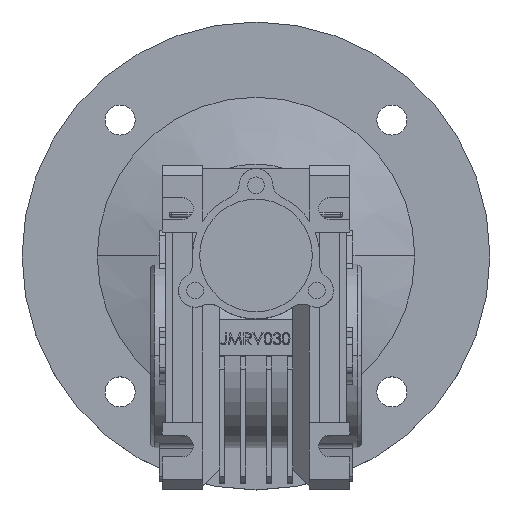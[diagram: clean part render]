
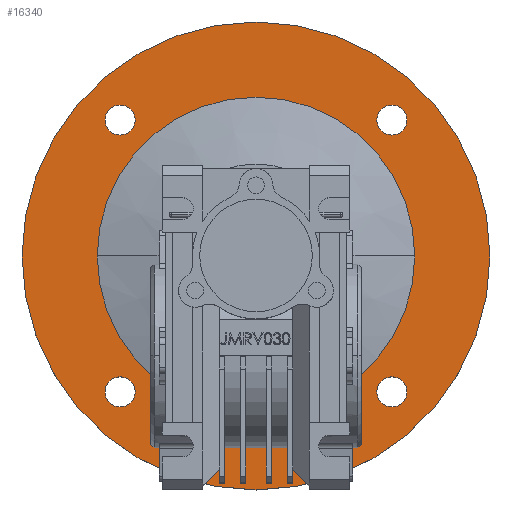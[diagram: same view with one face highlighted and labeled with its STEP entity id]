
A CAD part, top view. The second image highlights one B-rep face of the part: STEP entity #16340.
In plain terms, the highlighted planar face has unit normal (0, 0, 1).
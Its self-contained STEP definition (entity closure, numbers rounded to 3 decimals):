
#144 = CIRCLE ( 'NONE', #2237, 4.5 ) ;
#344 = CIRCLE ( 'NONE', #2959, 4.5 ) ;
#932 = CARTESIAN_POINT ( 'NONE',  ( 40.659, 70.659, -46. ) ) ;
#945 = CARTESIAN_POINT ( 'NONE',  ( -36.159, -10.659, -46. ) ) ;
#1040 = VERTEX_POINT ( 'NONE', #5338 ) ;
#1447 = DIRECTION ( 'NONE',  ( 0., 0., -1. ) ) ;
#2164 = ORIENTED_EDGE ( 'NONE', *, *, #2965, .T. ) ;
#2237 = AXIS2_PLACEMENT_3D ( 'NONE', #9178, #29170, #27203 ) ;
#2314 = EDGE_CURVE ( 'NONE', #17885, #16344, #21014, .T. ) ;
#2336 = EDGE_LOOP ( 'NONE', ( #26874, #8774 ) ) ;
#2394 = ORIENTED_EDGE ( 'NONE', *, *, #5495, .T. ) ;
#2611 = AXIS2_PLACEMENT_3D ( 'NONE', #932, #7975, #8456 ) ;
#2959 = AXIS2_PLACEMENT_3D ( 'NONE', #5303, #22674, #19735 ) ;
#2965 = EDGE_CURVE ( 'NONE', #23143, #1040, #5393, .T. ) ;
#3011 = EDGE_CURVE ( 'NONE', #12170, #30570, #14252, .T. ) ;
#3193 = DIRECTION ( 'NONE',  ( 1., 0., 0. ) ) ;
#3220 = FACE_BOUND ( 'NONE', #21209, .T. ) ;
#3792 = CIRCLE ( 'NONE', #7982, 4.5 ) ;
#3863 = FACE_BOUND ( 'NONE', #2336, .T. ) ;
#4028 = DIRECTION ( 'NONE',  ( 1., 0., 0. ) ) ;
#4063 = DIRECTION ( 'NONE',  ( -1., 0., 0. ) ) ;
#4354 = VERTEX_POINT ( 'NONE', #5951 ) ;
#4802 = VERTEX_POINT ( 'NONE', #27010 ) ;
#5241 = CARTESIAN_POINT ( 'NONE',  ( -36.159, 70.659, -46. ) ) ;
#5303 = CARTESIAN_POINT ( 'NONE',  ( 40.659, 70.659, -46. ) ) ;
#5338 = CARTESIAN_POINT ( 'NONE',  ( 36.159, -10.659, -46. ) ) ;
#5393 = CIRCLE ( 'NONE', #24215, 4.5 ) ;
#5495 = EDGE_CURVE ( 'NONE', #1040, #23143, #144, .T. ) ;
#5740 = CARTESIAN_POINT ( 'NONE',  ( 0., 30., -46. ) ) ;
#5951 = CARTESIAN_POINT ( 'NONE',  ( 70., 30., -46. ) ) ;
#6094 = DIRECTION ( 'NONE',  ( 0., 0., -1. ) ) ;
#6470 = VERTEX_POINT ( 'NONE', #21042 ) ;
#7235 = CIRCLE ( 'NONE', #23962, 47.5 ) ;
#7266 = EDGE_LOOP ( 'NONE', ( #11331, #11046 ) ) ;
#7317 = ORIENTED_EDGE ( 'NONE', *, *, #23000, .F. ) ;
#7626 = CARTESIAN_POINT ( 'NONE',  ( 0., 30., -46. ) ) ;
#7975 = DIRECTION ( 'NONE',  ( 0., 0., -1. ) ) ;
#7982 = AXIS2_PLACEMENT_3D ( 'NONE', #29623, #6094, #23614 ) ;
#8152 = CIRCLE ( 'NONE', #22799, 70. ) ;
#8202 = VERTEX_POINT ( 'NONE', #5241 ) ;
#8456 = DIRECTION ( 'NONE',  ( 0., 1., 0. ) ) ;
#8517 = EDGE_CURVE ( 'NONE', #14416, #8202, #22159, .T. ) ;
#8774 = ORIENTED_EDGE ( 'NONE', *, *, #31945, .T. ) ;
#9035 = VERTEX_POINT ( 'NONE', #11002 ) ;
#9178 = CARTESIAN_POINT ( 'NONE',  ( 40.659, -10.659, -46. ) ) ;
#9267 = DIRECTION ( 'NONE',  ( 0., 0., 1. ) ) ;
#9431 = ORIENTED_EDGE ( 'NONE', *, *, #18310, .F. ) ;
#10997 = CIRCLE ( 'NONE', #2611, 4.5 ) ;
#11002 = CARTESIAN_POINT ( 'NONE',  ( 45.159, 70.659, -46. ) ) ;
#11046 = ORIENTED_EDGE ( 'NONE', *, *, #12872, .T. ) ;
#11164 = ORIENTED_EDGE ( 'NONE', *, *, #25945, .T. ) ;
#11184 = DIRECTION ( 'NONE',  ( 0., 0., -1. ) ) ;
#11331 = ORIENTED_EDGE ( 'NONE', *, *, #28115, .T. ) ;
#11347 = ORIENTED_EDGE ( 'NONE', *, *, #2314, .T. ) ;
#12170 = VERTEX_POINT ( 'NONE', #945 ) ;
#12213 = DIRECTION ( 'NONE',  ( 0., 0., -1. ) ) ;
#12322 = ORIENTED_EDGE ( 'NONE', *, *, #17118, .T. ) ;
#12872 = EDGE_CURVE ( 'NONE', #9035, #4802, #344, .T. ) ;
#13168 = EDGE_LOOP ( 'NONE', ( #12322, #28066 ) ) ;
#13506 = CARTESIAN_POINT ( 'NONE',  ( 45.159, -10.659, -46. ) ) ;
#13599 = DIRECTION ( 'NONE',  ( -1., 0., 0. ) ) ;
#13758 = DIRECTION ( 'NONE',  ( 0., 0., -1. ) ) ;
#14252 = CIRCLE ( 'NONE', #26323, 4.5 ) ;
#14416 = VERTEX_POINT ( 'NONE', #25589 ) ;
#15230 = DIRECTION ( 'NONE',  ( -1., 0., 0. ) ) ;
#15892 = DIRECTION ( 'NONE',  ( 0., 0., -1. ) ) ;
#16292 = DIRECTION ( 'NONE',  ( 0., -1., 0. ) ) ;
#16340 = ADVANCED_FACE ( 'NONE', ( #25677, #3220, #23209, #3863, #31554, #31393 ), #16968, .T. ) ;
#16344 = VERTEX_POINT ( 'NONE', #26321 ) ;
#16520 = CARTESIAN_POINT ( 'NONE',  ( -40.659, 70.659, -46. ) ) ;
#16692 = DIRECTION ( 'NONE',  ( -1., 0., 0. ) ) ;
#16968 = PLANE ( 'NONE',  #19452 ) ;
#17118 = EDGE_CURVE ( 'NONE', #30570, #12170, #3792, .T. ) ;
#17885 = VERTEX_POINT ( 'NONE', #22665 ) ;
#18310 = EDGE_CURVE ( 'NONE', #6470, #4354, #25673, .T. ) ;
#18383 = AXIS2_PLACEMENT_3D ( 'NONE', #26534, #1447, #16692 ) ;
#19452 = AXIS2_PLACEMENT_3D ( 'NONE', #26485, #9267, #4028 ) ;
#19735 = DIRECTION ( 'NONE',  ( 0., 1., 0. ) ) ;
#20908 = CARTESIAN_POINT ( 'NONE',  ( -40.659, -10.659, -46. ) ) ;
#21014 = CIRCLE ( 'NONE', #18383, 47.5 ) ;
#21042 = CARTESIAN_POINT ( 'NONE',  ( -70., 30., -46. ) ) ;
#21157 = CIRCLE ( 'NONE', #24825, 4.5 ) ;
#21209 = EDGE_LOOP ( 'NONE', ( #2394, #2164 ) ) ;
#21234 = DIRECTION ( 'NONE',  ( 0., 0., -1. ) ) ;
#22159 = CIRCLE ( 'NONE', #31577, 4.5 ) ;
#22665 = CARTESIAN_POINT ( 'NONE',  ( -47.5, 30., -46. ) ) ;
#22674 = DIRECTION ( 'NONE',  ( 0., 0., -1. ) ) ;
#22799 = AXIS2_PLACEMENT_3D ( 'NONE', #7626, #12213, #29591 ) ;
#23000 = EDGE_CURVE ( 'NONE', #4354, #6470, #8152, .T. ) ;
#23019 = CARTESIAN_POINT ( 'NONE',  ( 40.659, -10.659, -46. ) ) ;
#23143 = VERTEX_POINT ( 'NONE', #13506 ) ;
#23209 = FACE_BOUND ( 'NONE', #7266, .T. ) ;
#23614 = DIRECTION ( 'NONE',  ( 0., -1., 0. ) ) ;
#23628 = CARTESIAN_POINT ( 'NONE',  ( -45.159, -10.659, -46. ) ) ;
#23962 = AXIS2_PLACEMENT_3D ( 'NONE', #28239, #11184, #28727 ) ;
#24215 = AXIS2_PLACEMENT_3D ( 'NONE', #23019, #25651, #3193 ) ;
#24825 = AXIS2_PLACEMENT_3D ( 'NONE', #28687, #13758, #13599 ) ;
#25589 = CARTESIAN_POINT ( 'NONE',  ( -45.159, 70.659, -46. ) ) ;
#25651 = DIRECTION ( 'NONE',  ( 0., 0., -1. ) ) ;
#25673 = CIRCLE ( 'NONE', #31960, 70. ) ;
#25677 = FACE_BOUND ( 'NONE', #13168, .T. ) ;
#25945 = EDGE_CURVE ( 'NONE', #16344, #17885, #7235, .T. ) ;
#26321 = CARTESIAN_POINT ( 'NONE',  ( 47.5, 30., -46. ) ) ;
#26323 = AXIS2_PLACEMENT_3D ( 'NONE', #20908, #21234, #16292 ) ;
#26485 = CARTESIAN_POINT ( 'NONE',  ( 0., -17.5, -46. ) ) ;
#26522 = DIRECTION ( 'NONE',  ( 0., 0., -1. ) ) ;
#26534 = CARTESIAN_POINT ( 'NONE',  ( 0., 30., -46. ) ) ;
#26742 = EDGE_LOOP ( 'NONE', ( #9431, #7317 ) ) ;
#26874 = ORIENTED_EDGE ( 'NONE', *, *, #8517, .T. ) ;
#27010 = CARTESIAN_POINT ( 'NONE',  ( 36.159, 70.659, -46. ) ) ;
#27203 = DIRECTION ( 'NONE',  ( 1., 0., 0. ) ) ;
#28066 = ORIENTED_EDGE ( 'NONE', *, *, #3011, .T. ) ;
#28115 = EDGE_CURVE ( 'NONE', #4802, #9035, #10997, .T. ) ;
#28239 = CARTESIAN_POINT ( 'NONE',  ( 0., 30., -46. ) ) ;
#28687 = CARTESIAN_POINT ( 'NONE',  ( -40.659, 70.659, -46. ) ) ;
#28727 = DIRECTION ( 'NONE',  ( -1., 0., 0. ) ) ;
#29170 = DIRECTION ( 'NONE',  ( 0., 0., -1. ) ) ;
#29591 = DIRECTION ( 'NONE',  ( -1., 0., 0. ) ) ;
#29623 = CARTESIAN_POINT ( 'NONE',  ( -40.659, -10.659, -46. ) ) ;
#30570 = VERTEX_POINT ( 'NONE', #23628 ) ;
#31204 = EDGE_LOOP ( 'NONE', ( #11347, #11164 ) ) ;
#31393 = FACE_OUTER_BOUND ( 'NONE', #26742, .T. ) ;
#31554 = FACE_BOUND ( 'NONE', #31204, .T. ) ;
#31577 = AXIS2_PLACEMENT_3D ( 'NONE', #16520, #26522, #4063 ) ;
#31945 = EDGE_CURVE ( 'NONE', #8202, #14416, #21157, .T. ) ;
#31960 = AXIS2_PLACEMENT_3D ( 'NONE', #5740, #15892, #15230 ) ;
